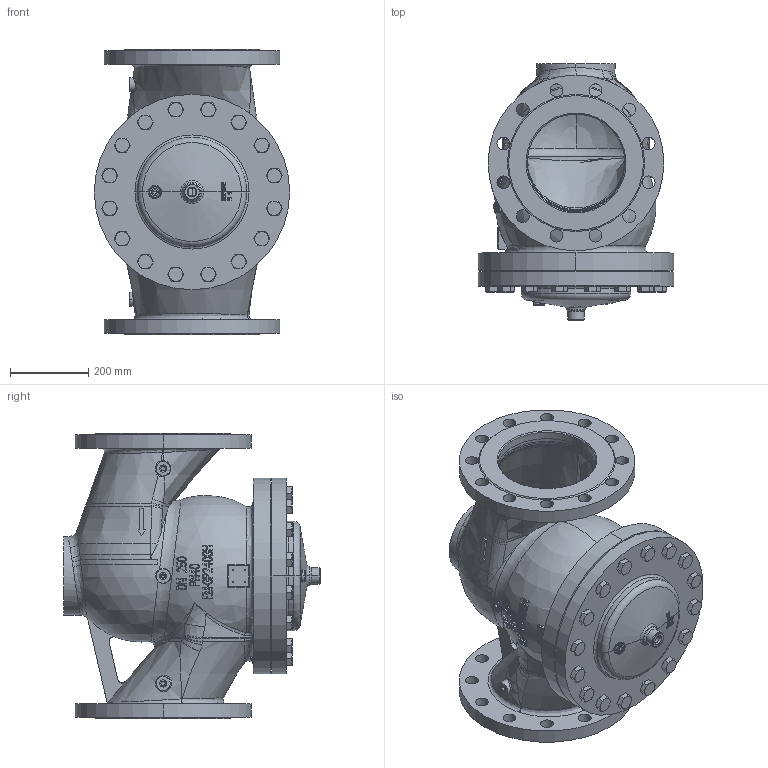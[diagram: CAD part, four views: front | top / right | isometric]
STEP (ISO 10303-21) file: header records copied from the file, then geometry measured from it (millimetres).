
FILE_DESCRIPTION((''),'2;1');
FILE_NAME('065B2423','2015-03-16T',('u317927'),('Danfoss'),'PRO/ENGINEER BY PARAMETRIC TECHNOLOGY CORPORATION, 2014000','PRO/ENGINEER BY PARAMETRIC TECHNOLOGY CORPORATION, 2014000','');
FILE_SCHEMA(('CONFIG_CONTROL_DESIGN'));
Products named in the file (1): 065B2423
Bounding box: 500 x 657.6 x 730 mm (x, y, z)
Volume: 39084610.5 mm3; surface area: 3524272.6 mm2
Topology: 1 solids, 1 shells, 1814 faces, 4671 edges, 2985 vertices
Faces by surface type: plane 1029, cylinder 272, bspline 213, cone 186, torus 74, sphere 40
Entity records: 69890 total; most frequent: CARTESIAN_POINT 27214, ORIENTED_EDGE 9326, DIRECTION 8473, EDGE_CURVE 4663, AXIS2_PLACEMENT_3D 3539, VERTEX_POINT 2985, EDGE_LOOP 2044, CIRCLE 1938
